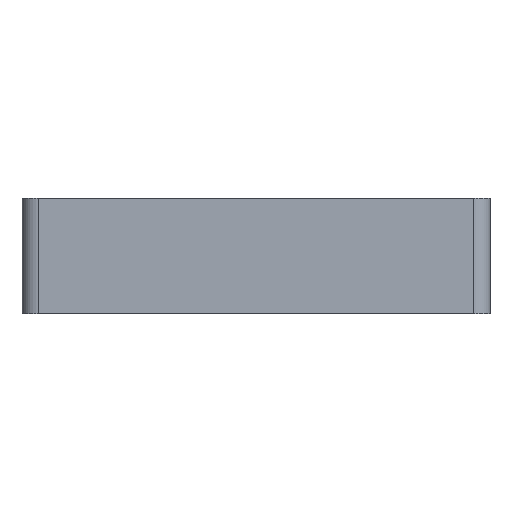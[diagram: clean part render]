
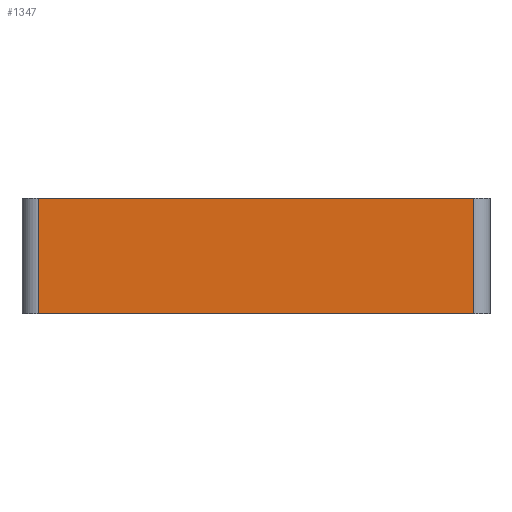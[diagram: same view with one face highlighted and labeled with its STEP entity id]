
A CAD part, left-side view. The second image highlights one B-rep face of the part: STEP entity #1347.
In plain terms, the highlighted planar face has unit normal (-1, 0, 0).
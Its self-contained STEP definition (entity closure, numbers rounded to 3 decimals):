
#51 = FACE_OUTER_BOUND ( 'NONE', #5471, .T. ) ;
#196 = CARTESIAN_POINT ( 'NONE',  ( -65.295, 31.386, 21. ) ) ;
#753 = EDGE_CURVE ( 'NONE', #1920, #6957, #9806, .T. ) ;
#801 = ORIENTED_EDGE ( 'NONE', *, *, #753, .T. ) ;
#813 = DIRECTION ( 'NONE',  ( 0., 0., -1. ) ) ;
#826 = DIRECTION ( 'NONE',  ( 1., 0., 0. ) ) ;
#962 = CARTESIAN_POINT ( 'NONE',  ( -65.295, 34.386, 21. ) ) ;
#1076 = ORIENTED_EDGE ( 'NONE', *, *, #7203, .F. ) ;
#1310 = DIRECTION ( 'NONE',  ( 0., -1., 0. ) ) ;
#1347 = ADVANCED_FACE ( 'NONE', ( #51 ), #1427, .F. ) ;
#1423 = CARTESIAN_POINT ( 'NONE',  ( -65.295, -47.914, 21. ) ) ;
#1427 = PLANE ( 'NONE',  #11310 ) ;
#1645 = CARTESIAN_POINT ( 'NONE',  ( -65.295, -47.914, 21. ) ) ;
#1920 = VERTEX_POINT ( 'NONE', #11551 ) ;
#2553 = DIRECTION ( 'NONE',  ( 0., 0., 1. ) ) ;
#3509 = ORIENTED_EDGE ( 'NONE', *, *, #7169, .T. ) ;
#3739 = VECTOR ( 'NONE', #8370, 1000. ) ;
#4020 = VECTOR ( 'NONE', #2553, 1000. ) ;
#4033 = LINE ( 'NONE', #4759, #3739 ) ;
#4604 = VECTOR ( 'NONE', #9190, 1000. ) ;
#4759 = CARTESIAN_POINT ( 'NONE',  ( -65.295, 34.386, 21. ) ) ;
#5471 = EDGE_LOOP ( 'NONE', ( #801, #8025, #1076, #3509 ) ) ;
#6441 = LINE ( 'NONE', #1645, #4020 ) ;
#6957 = VERTEX_POINT ( 'NONE', #7994 ) ;
#7169 = EDGE_CURVE ( 'NONE', #9745, #1920, #8843, .T. ) ;
#7203 = EDGE_CURVE ( 'NONE', #9745, #7336, #4033, .T. ) ;
#7336 = VERTEX_POINT ( 'NONE', #1423 ) ;
#7869 = EDGE_CURVE ( 'NONE', #6957, #7336, #6441, .T. ) ;
#7994 = CARTESIAN_POINT ( 'NONE',  ( -65.295, -47.914, 0. ) ) ;
#8025 = ORIENTED_EDGE ( 'NONE', *, *, #7869, .T. ) ;
#8077 = CARTESIAN_POINT ( 'NONE',  ( -65.295, 31.386, 21. ) ) ;
#8370 = DIRECTION ( 'NONE',  ( 0., -1., 0. ) ) ;
#8843 = LINE ( 'NONE', #196, #4604 ) ;
#9190 = DIRECTION ( 'NONE',  ( 0., 0., -1. ) ) ;
#9745 = VERTEX_POINT ( 'NONE', #8077 ) ;
#9806 = LINE ( 'NONE', #11078, #11621 ) ;
#11078 = CARTESIAN_POINT ( 'NONE',  ( -65.295, 34.386, 0. ) ) ;
#11310 = AXIS2_PLACEMENT_3D ( 'NONE', #962, #826, #813 ) ;
#11551 = CARTESIAN_POINT ( 'NONE',  ( -65.295, 31.386, 0. ) ) ;
#11621 = VECTOR ( 'NONE', #1310, 1000. ) ;
